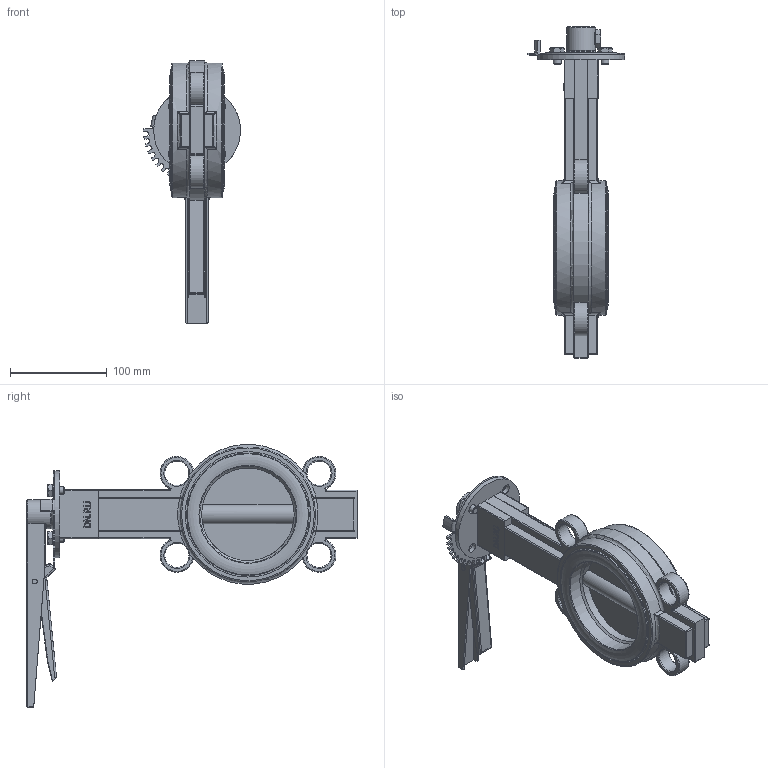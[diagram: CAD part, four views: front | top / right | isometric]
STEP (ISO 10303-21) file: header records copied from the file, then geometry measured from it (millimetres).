
FILE_DESCRIPTION(/* description */ (''),/* implementation_level */ '2;1');
FILE_NAME(/* name */ 'DN100_3D_STEP.stp',/* time_stamp */ '2023-12-26T16:44:54+03:00',/* author */ ('igorr'),/* organization */ (''),/* preprocessor_version */ 'ST-DEVELOPER v19.2',/* originating_system */ 'Autodesk Inventor 2023',/* authorisation */ '');
FILE_SCHEMA (('AUTOMOTIVE_DESIGN { 1 0 10303 214 3 1 1 }'));
Length unit declared in the file: millimetre
Products named in the file (10): Сборка2; Сборка; Деталь1; Деталь2; Сборка1; Деталь3; Деталь4; Деталь5; AS 1110 - M10 x 16; AS 1110 - M8 x 12
Assembly tree (10 placements, depth 3):
  Сборка2
    Сборка
      Деталь1
      Деталь2
    Сборка1
      Деталь3
      Деталь4
      Деталь5
      AS 1110 - M10 x 16
    AS 1110 - M8 x 12  x2
Bounding box: 100.5 x 343.86 x 272.25 mm (x, y, z)
Volume: 826947.9 mm3; surface area: 216634.4 mm2
Topology: 8 solids, 8 shells, 585 faces, 1519 edges, 946 vertices
Faces by surface type: plane 245, cylinder 190, bspline 63, torus 54, cone 25, sphere 8
Full cylindrical faces by diameter (mm): 3 x1, 5 x5, 8 x2, 10 x7, 13 x2, 16 x1, 25 x4, 30 x1, 90 x1, 96 x2, 100 x2, 127.001 x2, 130 x2, 139.5 x2
Entity records: 19798 total; most frequent: CARTESIAN_POINT 5249, ORIENTED_EDGE 2908, DIRECTION 2824, EDGE_CURVE 1454, AXIS2_PLACEMENT_3D 1046, VERTEX_POINT 916, LINE 732, VECTOR 732
